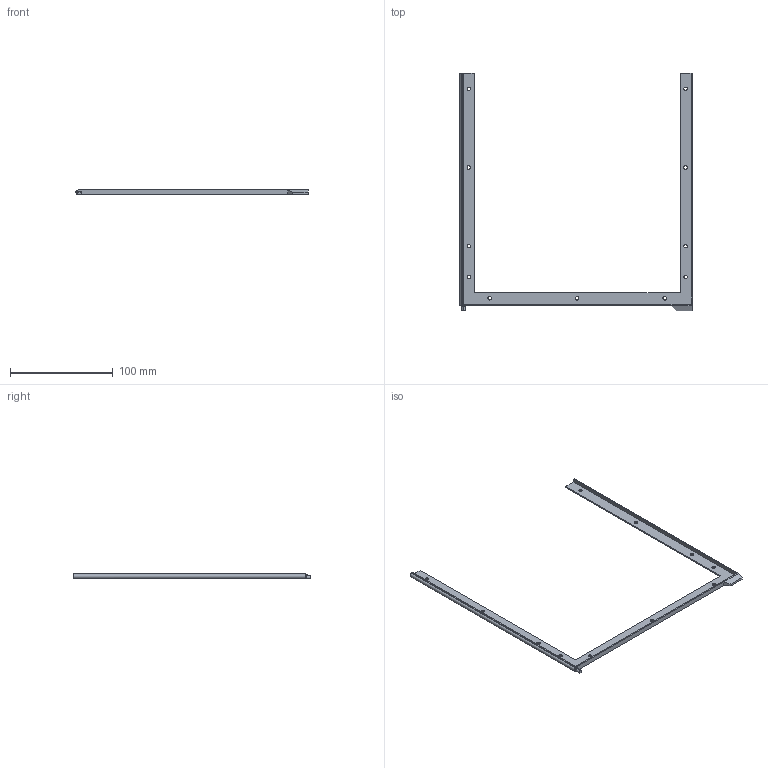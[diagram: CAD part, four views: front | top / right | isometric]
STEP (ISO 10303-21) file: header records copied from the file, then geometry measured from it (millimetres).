
FILE_DESCRIPTION (( 'STEP AP214' ), '1' );
FILE_NAME ('puerta izquierda abajo.STEP', '2025-11-21T16:53:47', ( '' ), ( '' ), 'SwSTEP 2.0', 'SolidWorks 2024', '' );
FILE_SCHEMA (( 'AUTOMOTIVE_DESIGN' ));
Length unit declared in the file: millimetre
Products named in the file (1): puerta izquierda abajo
Bounding box: 225.5 x 230.5 x 4.5 mm (x, y, z)
Volume: 14111.4 mm3; surface area: 22315.1 mm2
Topology: 1 solids, 1 shells, 45 faces, 127 edges, 84 vertices
Faces by surface type: cylinder 25, plane 18, torus 2
Entity records: 1556 total; most frequent: CARTESIAN_POINT 274, DIRECTION 269, ORIENTED_EDGE 254, EDGE_CURVE 127, AXIS2_PLACEMENT_3D 99, VERTEX_POINT 84, VECTOR 71, LINE 71
